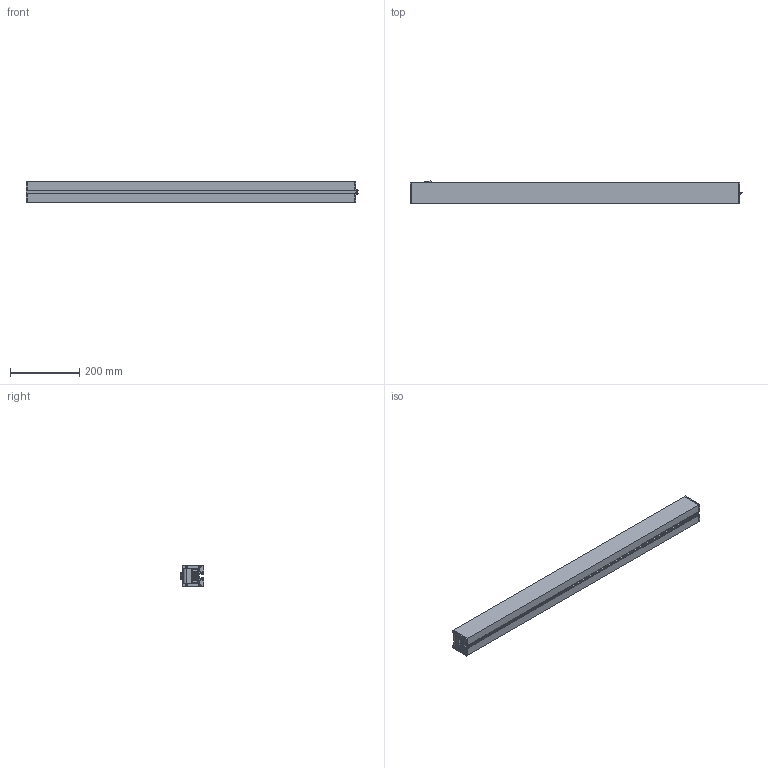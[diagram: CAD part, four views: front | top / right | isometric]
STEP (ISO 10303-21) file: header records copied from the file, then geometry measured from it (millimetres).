
FILE_DESCRIPTION(/* description */ ('STEP AP214'),/* implementation_level */ '2;1');
FILE_NAME(/* name */ '1025755.stp',/* time_stamp */ '2024-07-18T08:31:55+02:00',/* author */ ('Bo'),/* organization */ ('CADENAS'),/* preprocessor_version */ 'ST-DEVELOPER v20',/* originating_system */ 'Autodesk Inventor 2025',/* authorisation */ ' ');
FILE_SCHEMA (('AUTOMOTIVE_DESIGN { 1 0 10303 214 3 1 1 }'));
Length unit declared in the file: millimetre
Products named in the file (1): 1025755
Bounding box: 959.21 x 66.85 x 60 mm (x, y, z)
Volume: 3137275.7 mm3; surface area: 295698.5 mm2
Topology: 1 solids, 1 shells, 491 faces, 1352 edges, 890 vertices
Faces by surface type: plane 262, cylinder 203, torus 15, bspline 8, sphere 3
Full cylindrical faces by diameter (mm): 2.5 x3, 2.7 x3, 5.6 x8
Entity records: 16579 total; most frequent: CARTESIAN_POINT 3121, DIRECTION 2747, ORIENTED_EDGE 2698, EDGE_CURVE 1349, AXIS2_PLACEMENT_3D 928, LINE 891, VECTOR 891, VERTEX_POINT 890
